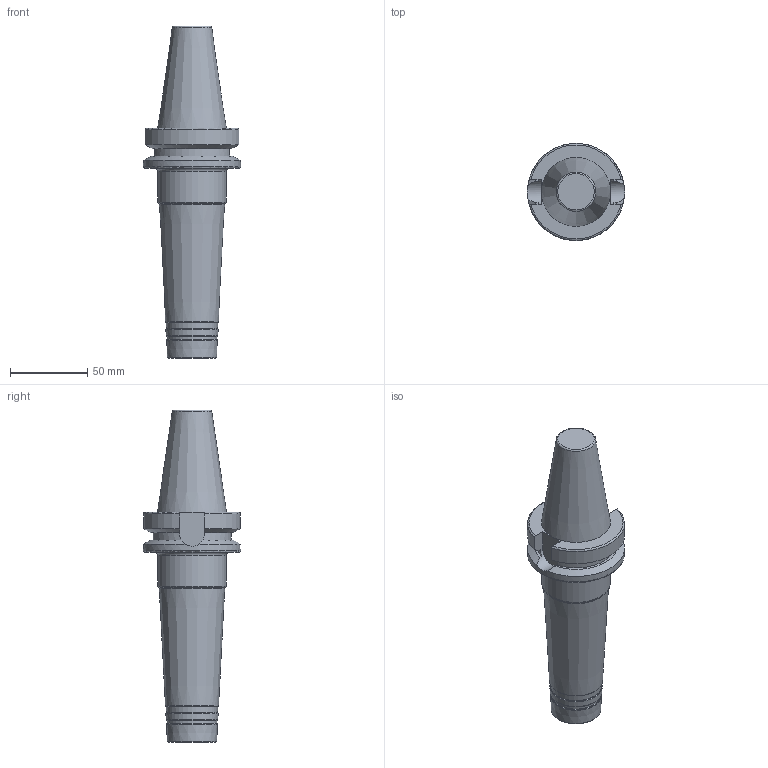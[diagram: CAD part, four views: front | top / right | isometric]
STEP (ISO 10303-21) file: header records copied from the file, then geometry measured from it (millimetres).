
FILE_DESCRIPTION(/* description */ (''),/* implementation_level */ '2;1');
FILE_NAME(/* name */ 'BT40TFADB-HC16-150.stp',/* time_stamp */ '2022-02-24T10:16:08+06:00',/* author */ (''),/* organization */ (''),/* preprocessor_version */ 'ST-DEVELOPER v16.7',/* originating_system */ 'SIEMENS PLM Software NX 12.0',/* authorisation */ '');
FILE_SCHEMA (('AUTOMOTIVE_DESIGN { 1 0 10303 214 3 1 1 1 }'));
Length unit declared in the file: millimetre
Products named in the file (1): inpu19449C05qnlb
Bounding box: 63 x 62.99 x 215.4 mm (x, y, z)
Volume: 271571.6 mm3; surface area: 35162.2 mm2
Topology: 1 solids, 1 shells, 55 faces, 131 edges, 84 vertices
Faces by surface type: torus 16, plane 15, cone 15, cylinder 9
Full cylindrical faces by diameter (mm): 16 x1, 44.5 x1, 63 x1
Entity records: 1579 total; most frequent: CARTESIAN_POINT 368, DIRECTION 246, ORIENTED_EDGE 202, AXIS2_PLACEMENT_3D 108, EDGE_CURVE 101, EDGE_LOOP 86, VERTEX_POINT 79, FACE_BOUND 62
